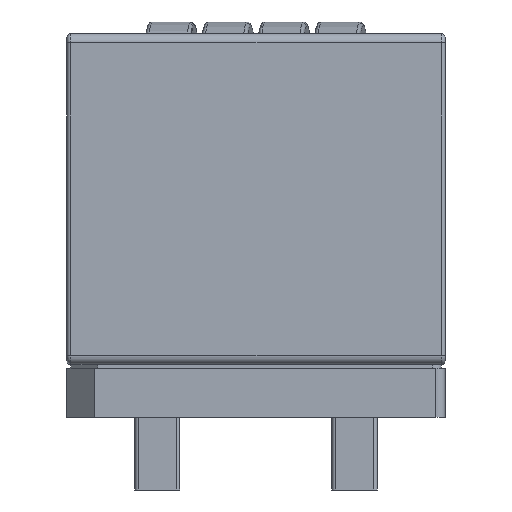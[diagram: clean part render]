
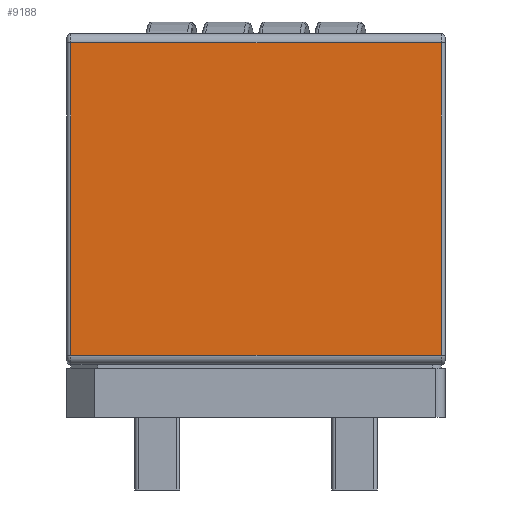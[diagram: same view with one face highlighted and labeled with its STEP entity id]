
A CAD part, left-side view. The second image highlights one B-rep face of the part: STEP entity #9188.
In plain terms, the highlighted planar face has unit normal (-1, 0, 0).
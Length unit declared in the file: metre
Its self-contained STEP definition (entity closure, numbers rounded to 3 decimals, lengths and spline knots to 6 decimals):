
#858=PLANE('',#9560);
#1109=LINE('',#12226,#1716);
#1400=LINE('',#14532,#2007);
#1401=LINE('',#14534,#2008);
#1402=LINE('',#14536,#2009);
#1716=VECTOR('',#10111,1.);
#2007=VECTOR('',#10730,1.);
#2008=VECTOR('',#10731,1.);
#2009=VECTOR('',#10732,1.);
#3404=ORIENTED_EDGE('',*,*,#4565,.F.);
#3405=ORIENTED_EDGE('',*,*,#4566,.T.);
#3406=ORIENTED_EDGE('',*,*,#4567,.T.);
#3407=ORIENTED_EDGE('',*,*,#4206,.T.);
#4206=EDGE_CURVE('',#5048,#5049,#1109,.T.);
#4565=EDGE_CURVE('',#5244,#5049,#1400,.T.);
#4566=EDGE_CURVE('',#5244,#5245,#1401,.T.);
#4567=EDGE_CURVE('',#5245,#5048,#1402,.T.);
#5048=VERTEX_POINT('',#12219);
#5049=VERTEX_POINT('',#12223);
#5244=VERTEX_POINT('',#14533);
#5245=VERTEX_POINT('',#14535);
#5776=EDGE_LOOP('',(#3404,#3405,#3406,#3407));
#6207=FACE_BOUND('',#5776,.T.);
#9188=ADVANCED_FACE('',(#6207),#858,.T.);
#9560=AXIS2_PLACEMENT_3D('',#14531,#10728,#10729);
#10111=DIRECTION('',(0.,0.,1.));
#10728=DIRECTION('',(-1.,0.,0.));
#10729=DIRECTION('',(0.,0.,1.));
#10730=DIRECTION('',(0.,-1.,0.));
#10731=DIRECTION('',(0.,0.,-1.));
#10732=DIRECTION('',(0.,-1.,0.));
#12219=CARTESIAN_POINT('',(-0.0125,-0.0102,0.00205));
#12223=CARTESIAN_POINT('',(-0.0125,-0.0102,0.01925));
#12226=CARTESIAN_POINT('',(-0.0125,-0.0102,0.01925));
#14531=CARTESIAN_POINT('',(-0.0125,0.0104,0.01975));
#14532=CARTESIAN_POINT('',(-0.0125,0.0104,0.01925));
#14533=CARTESIAN_POINT('',(-0.0125,0.0102,0.01925));
#14534=CARTESIAN_POINT('',(-0.0125,0.0102,0.00205));
#14535=CARTESIAN_POINT('',(-0.0125,0.0102,0.00205));
#14536=CARTESIAN_POINT('',(-0.0125,0.0104,0.00205));
